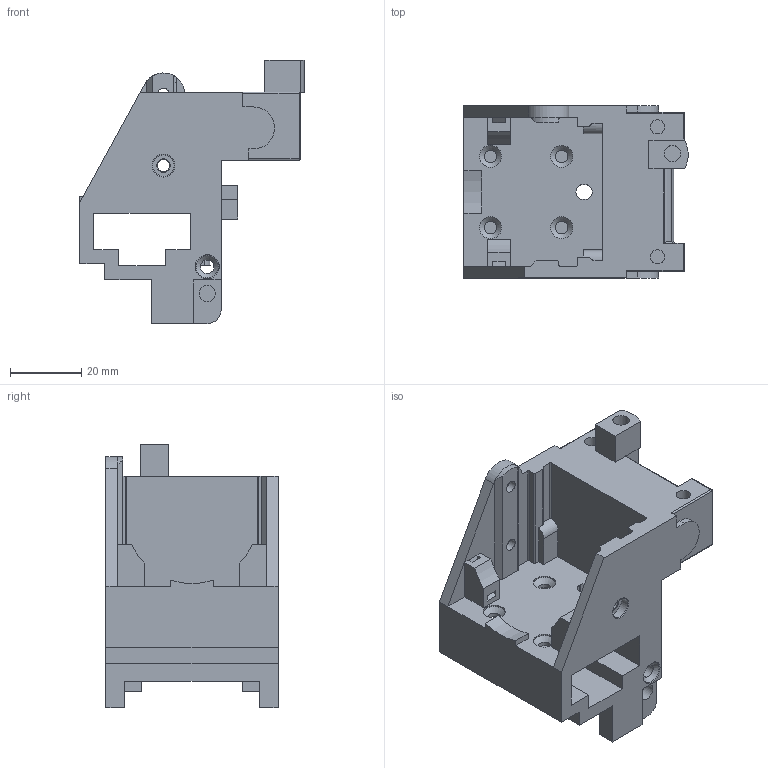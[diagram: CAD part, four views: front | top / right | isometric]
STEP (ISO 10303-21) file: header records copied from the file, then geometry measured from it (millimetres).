
FILE_DESCRIPTION(('FreeCAD Model'),'2;1');
FILE_NAME('Open CASCADE Shape Model','1974-01-01T00:00:00',(''),(''), 'Open CASCADE STEP processor 7.7','FreeCAD','Unknown');
FILE_SCHEMA(('AUTOMOTIVE_DESIGN { 1 0 10303 214 1 1 1 1 }'));
Length unit declared in the file: millimetre
Products named in the file (1): k1_toolhead_step
Bounding box: 63.04 x 48.4 x 74 mm (x, y, z)
Volume: 51523.4 mm3; surface area: 25637.9 mm2
Topology: 1 solids, 1 shells, 296 faces, 816 edges, 542 vertices
Faces by surface type: plane 161, cylinder 97, torus 19, bspline 7, cone 6, sphere 6
Full cylindrical faces by diameter (mm): 3.2 x2, 3.4 x3, 3.5 x4, 3.8 x2, 4 x2, 4.2 x2, 4.6 x11, 6 x1, 6.2 x6
Entity records: 10183 total; most frequent: CARTESIAN_POINT 2418, ORIENTED_EDGE 1632, DIRECTION 1617, EDGE_CURVE 816, AXIS2_PLACEMENT_3D 564, VERTEX_POINT 542, LINE 489, VECTOR 489
